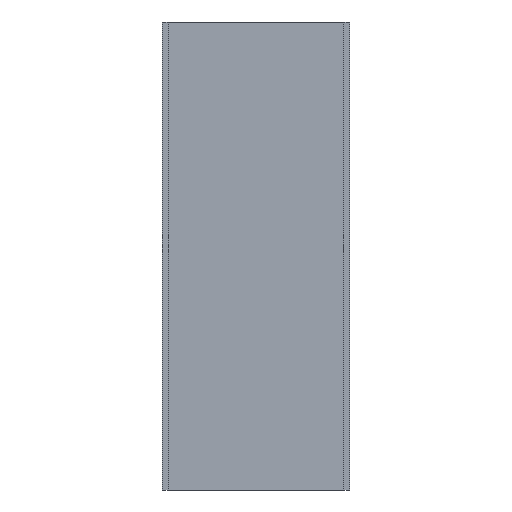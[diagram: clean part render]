
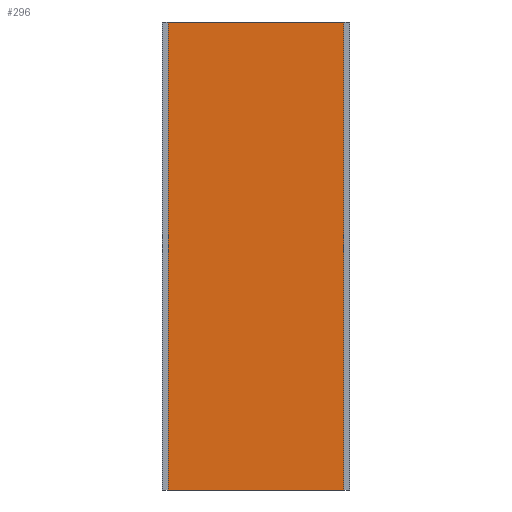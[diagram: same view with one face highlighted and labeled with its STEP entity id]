
A CAD part, left-side view. The second image highlights one B-rep face of the part: STEP entity #296.
In plain terms, the highlighted planar face has unit normal (-1, 0, 0).
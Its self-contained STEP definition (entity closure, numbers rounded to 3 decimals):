
#2 = VECTOR ( 'NONE', #334, 1000. ) ;
#4 = VERTEX_POINT ( 'NONE', #150 ) ;
#11 = DIRECTION ( 'NONE',  ( 1., 0., 0. ) ) ;
#23 = VERTEX_POINT ( 'NONE', #480 ) ;
#37 = ORIENTED_EDGE ( 'NONE', *, *, #364, .T. ) ;
#42 = VECTOR ( 'NONE', #608, 1000. ) ;
#56 = AXIS2_PLACEMENT_3D ( 'NONE', #579, #11, #61 ) ;
#61 = DIRECTION ( 'NONE',  ( 0., 1., 0. ) ) ;
#66 = LINE ( 'NONE', #263, #266 ) ;
#71 = EDGE_CURVE ( 'NONE', #4, #142, #382, .T. ) ;
#119 = LINE ( 'NONE', #343, #42 ) ;
#130 = LINE ( 'NONE', #327, #2 ) ;
#134 = EDGE_LOOP ( 'NONE', ( #345, #324, #386, #37 ) ) ;
#142 = VERTEX_POINT ( 'NONE', #178 ) ;
#150 = CARTESIAN_POINT ( 'NONE',  ( -0.8, 0.3, -0.4 ) ) ;
#178 = CARTESIAN_POINT ( 'NONE',  ( -0.8, 0.3, 0.4 ) ) ;
#226 = CARTESIAN_POINT ( 'NONE',  ( -0.8, 0., -0.4 ) ) ;
#250 = PLANE ( 'NONE',  #56 ) ;
#254 = VECTOR ( 'NONE', #445, 1000. ) ;
#263 = CARTESIAN_POINT ( 'NONE',  ( -0.8, 0.3, 0.4 ) ) ;
#266 = VECTOR ( 'NONE', #587, 1000. ) ;
#296 = ADVANCED_FACE ( 'NONE', ( #365 ), #250, .F. ) ;
#305 = EDGE_CURVE ( 'NONE', #142, #23, #66, .T. ) ;
#324 = ORIENTED_EDGE ( 'NONE', *, *, #305, .F. ) ;
#327 = CARTESIAN_POINT ( 'NONE',  ( -0.8, 0.3, -0.4 ) ) ;
#334 = DIRECTION ( 'NONE',  ( 0., -1., 0. ) ) ;
#343 = CARTESIAN_POINT ( 'NONE',  ( -0.8, 0., 0.4 ) ) ;
#345 = ORIENTED_EDGE ( 'NONE', *, *, #596, .T. ) ;
#364 = EDGE_CURVE ( 'NONE', #4, #523, #130, .T. ) ;
#365 = FACE_OUTER_BOUND ( 'NONE', #134, .T. ) ;
#382 = LINE ( 'NONE', #577, #254 ) ;
#386 = ORIENTED_EDGE ( 'NONE', *, *, #71, .F. ) ;
#445 = DIRECTION ( 'NONE',  ( 0., 0., 1. ) ) ;
#480 = CARTESIAN_POINT ( 'NONE',  ( -0.8, 0., 0.4 ) ) ;
#523 = VERTEX_POINT ( 'NONE', #226 ) ;
#577 = CARTESIAN_POINT ( 'NONE',  ( -0.8, 0.3, 0.4 ) ) ;
#579 = CARTESIAN_POINT ( 'NONE',  ( -0.8, 0.3, 0.4 ) ) ;
#587 = DIRECTION ( 'NONE',  ( 0., -1., 0. ) ) ;
#596 = EDGE_CURVE ( 'NONE', #523, #23, #119, .T. ) ;
#608 = DIRECTION ( 'NONE',  ( 0., 0., 1. ) ) ;
